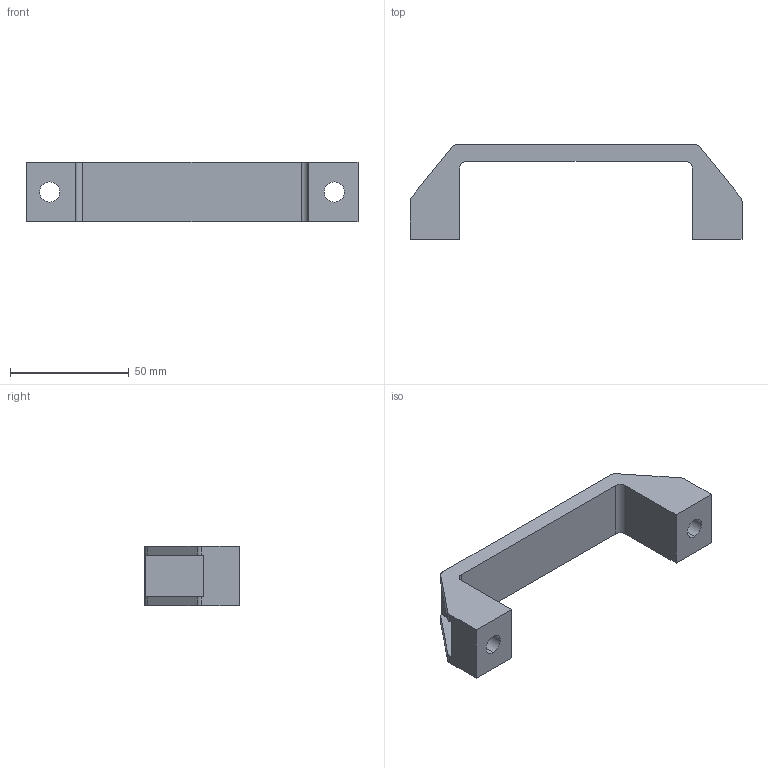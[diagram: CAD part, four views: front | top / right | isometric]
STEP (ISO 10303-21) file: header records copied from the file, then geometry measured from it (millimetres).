
FILE_DESCRIPTION (( 'STEP AP203' ), '1' );
FILE_NAME ('117踢扽參忒.STEP', '2019-07-25T02:34:47', ( 'admin' ), ( '' ), 'SwSTEP 2.0', 'SolidWorks 2017', '' );
FILE_SCHEMA (( 'CONFIG_CONTROL_DESIGN' ));
Length unit declared in the file: millimetre
Products named in the file (1): 117踢扽參忒
Bounding box: 140 x 40 x 25 mm (x, y, z)
Volume: 35741.5 mm3; surface area: 16385.1 mm2
Topology: 1 solids, 1 shells, 194 faces, 543 edges, 362 vertices
Faces by surface type: plane 150, bspline 28, cylinder 16
Entity records: 7140 total; most frequent: CARTESIAN_POINT 2208, ORIENTED_EDGE 1086, DIRECTION 857, EDGE_CURVE 543, VECTOR 451, LINE 451, VERTEX_POINT 362, EDGE_LOOP 209
